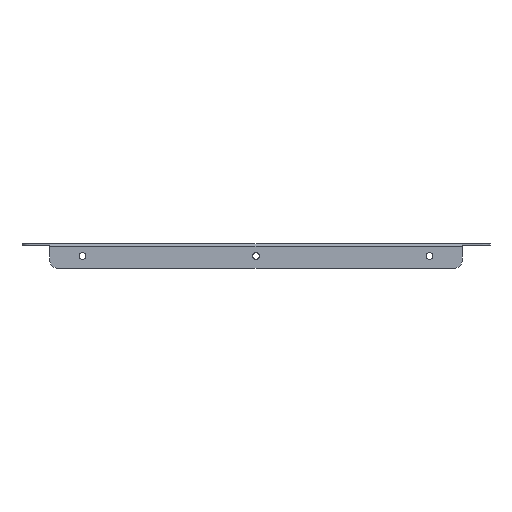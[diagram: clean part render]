
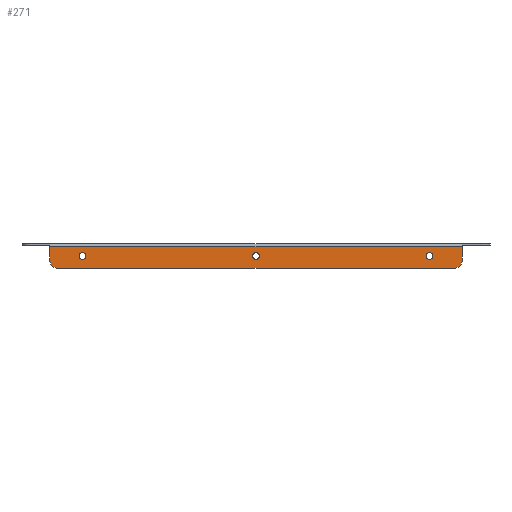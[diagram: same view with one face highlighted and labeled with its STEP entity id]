
A CAD part, front view. The second image highlights one B-rep face of the part: STEP entity #271.
In plain terms, the highlighted planar face has unit normal (0, -1, 0).
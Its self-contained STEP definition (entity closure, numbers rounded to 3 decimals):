
#18 = PLANE ( 'NONE',  #426 ) ;
#24 = DIRECTION ( 'NONE',  ( 0., 0., 1. ) ) ;
#94 = FACE_BOUND ( 'NONE', #320, .T. ) ;
#98 = VECTOR ( 'NONE', #824, 1000. ) ;
#106 = AXIS2_PLACEMENT_3D ( 'NONE', #1024, #1155, #254 ) ;
#127 = DIRECTION ( 'NONE',  ( 0., 1., 0. ) ) ;
#158 = CARTESIAN_POINT ( 'NONE',  ( -106.25, -24.8, -9.6 ) ) ;
#167 = CARTESIAN_POINT ( 'NONE',  ( -121.25, -24.8, -10. ) ) ;
#173 = CARTESIAN_POINT ( 'NONE',  ( -106.25, -24.8, -7.5 ) ) ;
#185 = AXIS2_PLACEMENT_3D ( 'NONE', #1450, #387, #1746 ) ;
#193 = ORIENTED_EDGE ( 'NONE', *, *, #1897, .T. ) ;
#194 = EDGE_LOOP ( 'NONE', ( #798, #1414, #1063, #897, #193, #859 ) ) ;
#199 = DIRECTION ( 'NONE',  ( 0., 0., 1. ) ) ;
#200 = VERTEX_POINT ( 'NONE', #158 ) ;
#212 = DIRECTION ( 'NONE',  ( 1., 0., 0. ) ) ;
#213 = VERTEX_POINT ( 'NONE', #588 ) ;
#215 = CARTESIAN_POINT ( 'NONE',  ( 126.25, -24.8, -1.8 ) ) ;
#254 = DIRECTION ( 'NONE',  ( 0., 0., 1. ) ) ;
#271 = ADVANCED_FACE ( 'NONE', ( #94, #1644, #1014, #607 ), #18, .F. ) ;
#291 = CARTESIAN_POINT ( 'NONE',  ( 121.25, -24.8, -15. ) ) ;
#320 = EDGE_LOOP ( 'NONE', ( #369, #1506 ) ) ;
#321 = CARTESIAN_POINT ( 'NONE',  ( 0., -24.8, -5.4 ) ) ;
#326 = DIRECTION ( 'NONE',  ( 0., 0., 1. ) ) ;
#330 = DIRECTION ( 'NONE',  ( 0., 0., -1. ) ) ;
#332 = DIRECTION ( 'NONE',  ( 0., 0., 1. ) ) ;
#340 = DIRECTION ( 'NONE',  ( 0., 1., 0. ) ) ;
#359 = CIRCLE ( 'NONE', #516, 2.1 ) ;
#369 = ORIENTED_EDGE ( 'NONE', *, *, #628, .T. ) ;
#387 = DIRECTION ( 'NONE',  ( 0., 1., 0. ) ) ;
#407 = CIRCLE ( 'NONE', #1782, 5. ) ;
#426 = AXIS2_PLACEMENT_3D ( 'NONE', #1676, #1360, #460 ) ;
#427 = AXIS2_PLACEMENT_3D ( 'NONE', #785, #340, #326 ) ;
#446 = EDGE_CURVE ( 'NONE', #1573, #573, #407, .T. ) ;
#460 = DIRECTION ( 'NONE',  ( 0., 0., 1. ) ) ;
#465 = CARTESIAN_POINT ( 'NONE',  ( 126.25, -24.8, -1.8 ) ) ;
#492 = CARTESIAN_POINT ( 'NONE',  ( 0., -24.8, -9.6 ) ) ;
#513 = CARTESIAN_POINT ( 'NONE',  ( -106.25, -24.8, -5.4 ) ) ;
#516 = AXIS2_PLACEMENT_3D ( 'NONE', #1320, #127, #1768 ) ;
#552 = VERTEX_POINT ( 'NONE', #513 ) ;
#572 = CARTESIAN_POINT ( 'NONE',  ( -121.25, -24.8, -15. ) ) ;
#573 = VERTEX_POINT ( 'NONE', #1145 ) ;
#588 = CARTESIAN_POINT ( 'NONE',  ( -126.25, -24.8, -10. ) ) ;
#596 = DIRECTION ( 'NONE',  ( 0., 1., 0. ) ) ;
#607 = FACE_OUTER_BOUND ( 'NONE', #194, .T. ) ;
#628 = EDGE_CURVE ( 'NONE', #552, #200, #1099, .T. ) ;
#631 = DIRECTION ( 'NONE',  ( 0., -1., 0. ) ) ;
#635 = EDGE_CURVE ( 'NONE', #1723, #213, #1053, .T. ) ;
#687 = EDGE_LOOP ( 'NONE', ( #1359, #1883 ) ) ;
#688 = DIRECTION ( 'NONE',  ( 0., 1., 0. ) ) ;
#714 = VERTEX_POINT ( 'NONE', #1362 ) ;
#752 = DIRECTION ( 'NONE',  ( 1., 0., 0. ) ) ;
#761 = VERTEX_POINT ( 'NONE', #492 ) ;
#785 = CARTESIAN_POINT ( 'NONE',  ( 0., -24.8, -7.5 ) ) ;
#792 = CARTESIAN_POINT ( 'NONE',  ( 121.25, -24.8, -10. ) ) ;
#793 = AXIS2_PLACEMENT_3D ( 'NONE', #1423, #688, #1294 ) ;
#798 = ORIENTED_EDGE ( 'NONE', *, *, #635, .T. ) ;
#808 = CARTESIAN_POINT ( 'NONE',  ( 0., -24.8, -15. ) ) ;
#824 = DIRECTION ( 'NONE',  ( 0., 0., 1. ) ) ;
#826 = CIRCLE ( 'NONE', #1501, 5. ) ;
#859 = ORIENTED_EDGE ( 'NONE', *, *, #1569, .F. ) ;
#863 = LINE ( 'NONE', #808, #1705 ) ;
#891 = EDGE_CURVE ( 'NONE', #1460, #1573, #863, .T. ) ;
#897 = ORIENTED_EDGE ( 'NONE', *, *, #446, .T. ) ;
#945 = DIRECTION ( 'NONE',  ( 0., -1., 0. ) ) ;
#1014 = FACE_BOUND ( 'NONE', #687, .T. ) ;
#1024 = CARTESIAN_POINT ( 'NONE',  ( 106.25, -24.8, -7.5 ) ) ;
#1042 = CIRCLE ( 'NONE', #427, 2.1 ) ;
#1053 = LINE ( 'NONE', #1500, #1384 ) ;
#1063 = ORIENTED_EDGE ( 'NONE', *, *, #891, .T. ) ;
#1099 = CIRCLE ( 'NONE', #1512, 2.1 ) ;
#1103 = EDGE_CURVE ( 'NONE', #1133, #714, #1313, .T. ) ;
#1133 = VERTEX_POINT ( 'NONE', #1183 ) ;
#1145 = CARTESIAN_POINT ( 'NONE',  ( 126.25, -24.8, -10. ) ) ;
#1155 = DIRECTION ( 'NONE',  ( 0., 1., 0. ) ) ;
#1183 = CARTESIAN_POINT ( 'NONE',  ( 106.25, -24.8, -5.4 ) ) ;
#1207 = CIRCLE ( 'NONE', #185, 2.1 ) ;
#1234 = VECTOR ( 'NONE', #752, 1000. ) ;
#1243 = CARTESIAN_POINT ( 'NONE',  ( -126.25, -24.8, -1.8 ) ) ;
#1294 = DIRECTION ( 'NONE',  ( 0., 0., 1. ) ) ;
#1313 = CIRCLE ( 'NONE', #106, 2.1 ) ;
#1320 = CARTESIAN_POINT ( 'NONE',  ( 106.25, -24.8, -7.5 ) ) ;
#1359 = ORIENTED_EDGE ( 'NONE', *, *, #1103, .T. ) ;
#1360 = DIRECTION ( 'NONE',  ( 0., 1., 0. ) ) ;
#1362 = CARTESIAN_POINT ( 'NONE',  ( 106.25, -24.8, -9.6 ) ) ;
#1373 = ORIENTED_EDGE ( 'NONE', *, *, #1697, .T. ) ;
#1384 = VECTOR ( 'NONE', #330, 1000. ) ;
#1409 = EDGE_CURVE ( 'NONE', #714, #1133, #359, .T. ) ;
#1414 = ORIENTED_EDGE ( 'NONE', *, *, #1674, .T. ) ;
#1415 = LINE ( 'NONE', #465, #1234 ) ;
#1423 = CARTESIAN_POINT ( 'NONE',  ( -106.25, -24.8, -7.5 ) ) ;
#1450 = CARTESIAN_POINT ( 'NONE',  ( 0., -24.8, -7.5 ) ) ;
#1460 = VERTEX_POINT ( 'NONE', #572 ) ;
#1500 = CARTESIAN_POINT ( 'NONE',  ( -126.25, -24.8, 0. ) ) ;
#1501 = AXIS2_PLACEMENT_3D ( 'NONE', #167, #631, #332 ) ;
#1505 = CIRCLE ( 'NONE', #793, 2.1 ) ;
#1506 = ORIENTED_EDGE ( 'NONE', *, *, #1921, .T. ) ;
#1512 = AXIS2_PLACEMENT_3D ( 'NONE', #173, #596, #24 ) ;
#1526 = LINE ( 'NONE', #1724, #98 ) ;
#1539 = ORIENTED_EDGE ( 'NONE', *, *, #1876, .T. ) ;
#1557 = EDGE_LOOP ( 'NONE', ( #1373, #1539 ) ) ;
#1569 = EDGE_CURVE ( 'NONE', #1723, #1812, #1415, .T. ) ;
#1573 = VERTEX_POINT ( 'NONE', #291 ) ;
#1644 = FACE_BOUND ( 'NONE', #1557, .T. ) ;
#1674 = EDGE_CURVE ( 'NONE', #213, #1460, #826, .T. ) ;
#1676 = CARTESIAN_POINT ( 'NONE',  ( 0., -24.8, 0. ) ) ;
#1683 = VERTEX_POINT ( 'NONE', #321 ) ;
#1697 = EDGE_CURVE ( 'NONE', #1683, #761, #1042, .T. ) ;
#1705 = VECTOR ( 'NONE', #212, 1000. ) ;
#1723 = VERTEX_POINT ( 'NONE', #1243 ) ;
#1724 = CARTESIAN_POINT ( 'NONE',  ( 126.25, -24.8, 0. ) ) ;
#1746 = DIRECTION ( 'NONE',  ( 0., 0., 1. ) ) ;
#1768 = DIRECTION ( 'NONE',  ( 0., 0., 1. ) ) ;
#1782 = AXIS2_PLACEMENT_3D ( 'NONE', #792, #945, #199 ) ;
#1812 = VERTEX_POINT ( 'NONE', #215 ) ;
#1876 = EDGE_CURVE ( 'NONE', #761, #1683, #1207, .T. ) ;
#1883 = ORIENTED_EDGE ( 'NONE', *, *, #1409, .T. ) ;
#1897 = EDGE_CURVE ( 'NONE', #573, #1812, #1526, .T. ) ;
#1921 = EDGE_CURVE ( 'NONE', #200, #552, #1505, .T. ) ;
